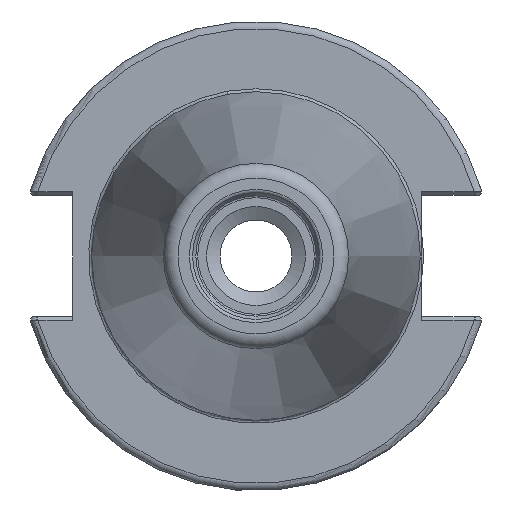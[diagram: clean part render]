
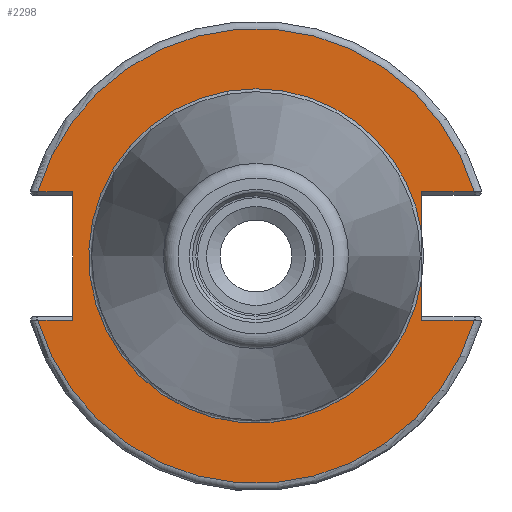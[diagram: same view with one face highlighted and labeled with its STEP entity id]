
A CAD part, left-side view. The second image highlights one B-rep face of the part: STEP entity #2298.
In plain terms, the highlighted planar face has unit normal (-1, 0, 0).
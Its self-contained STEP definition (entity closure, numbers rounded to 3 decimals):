
#150=PLANE('',#2488);
#234=FACE_OUTER_BOUND('',#368,.T.);
#368=EDGE_LOOP('',(#1642,#1643,#1644,#1645,#1646,#1647,#1648,#1649,#1650,
#1651,#1652));
#502=LINE('',#3502,#634);
#509=LINE('',#3624,#641);
#510=LINE('',#3628,#642);
#511=LINE('',#3630,#643);
#512=LINE('',#3632,#644);
#513=LINE('',#3636,#645);
#514=LINE('',#3638,#646);
#634=VECTOR('',#2835,10.);
#641=VECTOR('',#2846,10.);
#642=VECTOR('',#2849,10.);
#643=VECTOR('',#2850,10.);
#644=VECTOR('',#2851,10.);
#645=VECTOR('',#2854,10.);
#646=VECTOR('',#2855,10.);
#792=CIRCLE('',#2489,30.775);
#793=CIRCLE('',#2490,30.775);
#794=CIRCLE('',#2491,22.625);
#795=CIRCLE('',#2492,22.625);
#954=VERTEX_POINT('',#3499);
#955=VERTEX_POINT('',#3501);
#963=VERTEX_POINT('',#3623);
#964=VERTEX_POINT('',#3625);
#965=VERTEX_POINT('',#3627);
#966=VERTEX_POINT('',#3629);
#967=VERTEX_POINT('',#3631);
#968=VERTEX_POINT('',#3633);
#969=VERTEX_POINT('',#3635);
#970=VERTEX_POINT('',#3637);
#971=VERTEX_POINT('',#3639);
#1215=EDGE_CURVE('',#954,#955,#502,.T.);
#1227=EDGE_CURVE('',#963,#955,#509,.T.);
#1228=EDGE_CURVE('',#964,#954,#792,.T.);
#1229=EDGE_CURVE('',#965,#964,#510,.T.);
#1230=EDGE_CURVE('',#965,#966,#511,.T.);
#1231=EDGE_CURVE('',#967,#966,#512,.T.);
#1232=EDGE_CURVE('',#968,#967,#793,.T.);
#1233=EDGE_CURVE('',#969,#968,#513,.T.);
#1234=EDGE_CURVE('',#969,#970,#514,.T.);
#1235=EDGE_CURVE('',#970,#971,#794,.T.);
#1236=EDGE_CURVE('',#971,#963,#795,.T.);
#1642=ORIENTED_EDGE('',*,*,#1227,.T.);
#1643=ORIENTED_EDGE('',*,*,#1215,.F.);
#1644=ORIENTED_EDGE('',*,*,#1228,.F.);
#1645=ORIENTED_EDGE('',*,*,#1229,.F.);
#1646=ORIENTED_EDGE('',*,*,#1230,.T.);
#1647=ORIENTED_EDGE('',*,*,#1231,.F.);
#1648=ORIENTED_EDGE('',*,*,#1232,.F.);
#1649=ORIENTED_EDGE('',*,*,#1233,.F.);
#1650=ORIENTED_EDGE('',*,*,#1234,.T.);
#1651=ORIENTED_EDGE('',*,*,#1235,.T.);
#1652=ORIENTED_EDGE('',*,*,#1236,.T.);
#2298=ADVANCED_FACE('',(#234),#150,.T.);
#2488=AXIS2_PLACEMENT_3D('',#3622,#2844,#2845);
#2489=AXIS2_PLACEMENT_3D('',#3626,#2847,#2848);
#2490=AXIS2_PLACEMENT_3D('',#3634,#2852,#2853);
#2491=AXIS2_PLACEMENT_3D('',#3640,#2856,#2857);
#2492=AXIS2_PLACEMENT_3D('',#3641,#2858,#2859);
#2835=DIRECTION('',(0.,1.,0.));
#2844=DIRECTION('center_axis',(-1.,0.,0.));
#2845=DIRECTION('ref_axis',(0.,0.,1.));
#2846=DIRECTION('',(0.,0.,1.));
#2847=DIRECTION('center_axis',(1.,0.,0.));
#2848=DIRECTION('ref_axis',(0.,0.,-1.));
#2849=DIRECTION('',(0.,1.,0.));
#2850=DIRECTION('',(0.,0.,-1.));
#2851=DIRECTION('',(0.,-1.,0.));
#2852=DIRECTION('center_axis',(1.,0.,0.));
#2853=DIRECTION('ref_axis',(0.,0.,-1.));
#2854=DIRECTION('',(0.,-1.,0.));
#2855=DIRECTION('',(0.,0.,1.));
#2856=DIRECTION('center_axis',(1.,0.,0.));
#2857=DIRECTION('ref_axis',(0.,0.,-1.));
#2858=DIRECTION('center_axis',(1.,0.,0.));
#2859=DIRECTION('ref_axis',(0.,0.,-1.));
#3499=CARTESIAN_POINT('',(1.,-29.523,8.69));
#3501=CARTESIAN_POINT('',(1.,-22.41,8.69));
#3502=CARTESIAN_POINT('',(1.,4.182,8.69));
#3622=CARTESIAN_POINT('Origin',(1.,30.775,0.));
#3623=CARTESIAN_POINT('',(1.,-22.41,3.112));
#3624=CARTESIAN_POINT('',(1.,-22.41,-4.095));
#3625=CARTESIAN_POINT('',(1.,29.523,8.69));
#3626=CARTESIAN_POINT('Origin',(1.,0.,0.));
#3627=CARTESIAN_POINT('',(1.,24.8,8.69));
#3628=CARTESIAN_POINT('',(1.,38.399,8.69));
#3629=CARTESIAN_POINT('',(1.,24.8,-8.69));
#3630=CARTESIAN_POINT('',(1.,24.8,4.095));
#3631=CARTESIAN_POINT('',(1.,29.523,-8.69));
#3632=CARTESIAN_POINT('',(1.,27.788,-8.69));
#3633=CARTESIAN_POINT('',(1.,-29.523,-8.69));
#3634=CARTESIAN_POINT('Origin',(1.,0.,0.));
#3635=CARTESIAN_POINT('',(1.,-22.41,-8.69));
#3636=CARTESIAN_POINT('',(1.,-6.591,-8.69));
#3637=CARTESIAN_POINT('',(1.,-22.41,-3.112));
#3638=CARTESIAN_POINT('',(1.,-22.41,-4.095));
#3639=CARTESIAN_POINT('',(1.,0.,22.625));
#3640=CARTESIAN_POINT('Origin',(1.,0.,0.));
#3641=CARTESIAN_POINT('Origin',(1.,0.,0.));
